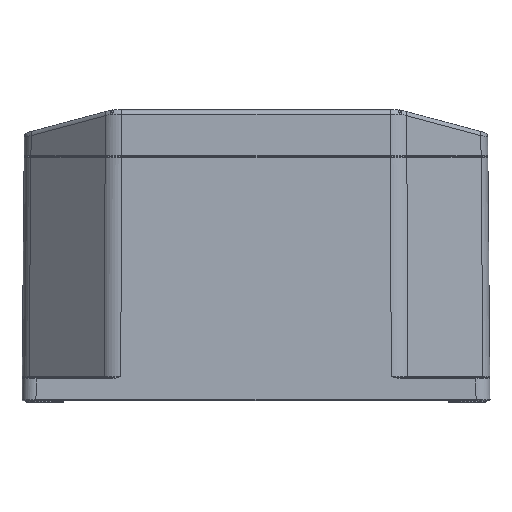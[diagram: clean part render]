
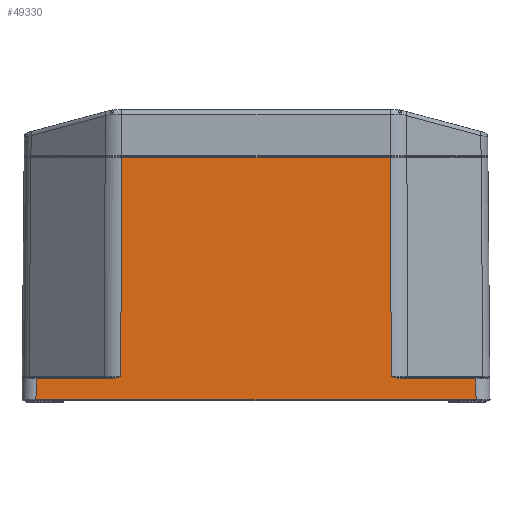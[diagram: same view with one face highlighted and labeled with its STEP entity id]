
A CAD part, left-side view. The second image highlights one B-rep face of the part: STEP entity #49330.
In plain terms, the highlighted planar face has unit normal (-1, 0, 0.009).
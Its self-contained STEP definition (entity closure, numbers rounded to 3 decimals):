
#16 = FACE_OUTER_BOUND ( 'NONE', #16878, .T. ) ;
#337 = ORIENTED_EDGE ( 'NONE', *, *, #17651, .T. ) ;
#1491 = LINE ( 'NONE', #41831, #13492 ) ;
#1565 = LINE ( 'NONE', #29015, #13566 ) ;
#1832 = CARTESIAN_POINT ( 'NONE',  ( -100.409, -58.44, 10.378 ) ) ;
#1871 = CARTESIAN_POINT ( 'NONE',  ( -100.417, 61.769, 9.543 ) ) ;
#2051 = VECTOR ( 'NONE', #49254, 1000. ) ;
#2578 = ORIENTED_EDGE ( 'NONE', *, *, #27549, .T. ) ;
#2819 = VERTEX_POINT ( 'NONE', #3855 ) ;
#2839 = CARTESIAN_POINT ( 'NONE',  ( -100.496, -94.5, 0.504 ) ) ;
#3545 = EDGE_CURVE ( 'NONE', #14268, #16318, #15593, .T. ) ;
#3855 = CARTESIAN_POINT ( 'NONE',  ( -100.408, 58.078, 10.496 ) ) ;
#4563 = DIRECTION ( 'NONE',  ( -0.009, 0.004, -1. ) ) ;
#6743 = CARTESIAN_POINT ( 'NONE',  ( -100.417, -62.148, 9.504 ) ) ;
#6800 = VERTEX_POINT ( 'NONE', #50755 ) ;
#7016 = CARTESIAN_POINT ( 'NONE',  ( -100.417, 62.532, 9.504 ) ) ;
#8203 = VERTEX_POINT ( 'NONE', #33348 ) ;
#8548 = ORIENTED_EDGE ( 'NONE', *, *, #15156, .T. ) ;
#12515 = VECTOR ( 'NONE', #4563, 1000. ) ;
#13025 = VECTOR ( 'NONE', #63054, 1000. ) ;
#13136 = DIRECTION ( 'NONE',  ( 0., -1., 0. ) ) ;
#13492 = VECTOR ( 'NONE', #46967, 1000. ) ;
#13566 = VECTOR ( 'NONE', #13598, 1000. ) ;
#13598 = DIRECTION ( 'NONE',  ( -0.009, 0.009, -1. ) ) ;
#13946 = VERTEX_POINT ( 'NONE', #47782 ) ;
#14268 = VERTEX_POINT ( 'NONE', #15152 ) ;
#14514 = VECTOR ( 'NONE', #13136, 1000. ) ;
#15152 = CARTESIAN_POINT ( 'NONE',  ( -100.417, -94.417, 9.504 ) ) ;
#15156 = EDGE_CURVE ( 'NONE', #8203, #13946, #52144, .T. ) ;
#15248 = ORIENTED_EDGE ( 'NONE', *, *, #54053, .T. ) ;
#15593 = LINE ( 'NONE', #31609, #39538 ) ;
#16318 = VERTEX_POINT ( 'NONE', #26585 ) ;
#16878 = EDGE_LOOP ( 'NONE', ( #42509, #36595, #2578, #18545, #30920, #8548, #15248, #19195, #63957, #337 ) ) ;
#17651 = EDGE_CURVE ( 'NONE', #21338, #60835, #1491, .T. ) ;
#18545 = ORIENTED_EDGE ( 'NONE', *, *, #3545, .T. ) ;
#18624 = CARTESIAN_POINT ( 'NONE',  ( -99.586, 57.736, 104.703 ) ) ;
#19195 = ORIENTED_EDGE ( 'NONE', *, *, #26667, .T. ) ;
#21338 = VERTEX_POINT ( 'NONE', #39166 ) ;
#21500 = DIRECTION ( 'NONE',  ( -1., 0., 0.009 ) ) ;
#22205 = CARTESIAN_POINT ( 'NONE',  ( -100.416, -61.017, 9.661 ) ) ;
#26585 = CARTESIAN_POINT ( 'NONE',  ( -100.417, -62.532, 9.504 ) ) ;
#26646 = VERTEX_POINT ( 'NONE', #34759 ) ;
#26651 = CARTESIAN_POINT ( 'NONE',  ( -100.496, 94.496, 0.504 ) ) ;
#26667 = EDGE_CURVE ( 'NONE', #6800, #2819, #65173, .T. ) ;
#27285 = CARTESIAN_POINT ( 'NONE',  ( -100.417, 94.417, 9.504 ) ) ;
#27318 = CARTESIAN_POINT ( 'NONE',  ( -100.413, -59.903, 9.93 ) ) ;
#27348 = CARTESIAN_POINT ( 'NONE',  ( -100.413, 59.532, 10.024 ) ) ;
#27353 = CARTESIAN_POINT ( 'NONE',  ( -100.501, -58.117, -0.153 ) ) ;
#27549 = EDGE_CURVE ( 'NONE', #26646, #14268, #50371, .T. ) ;
#29015 = CARTESIAN_POINT ( 'NONE',  ( -100.485, 94.485, 1.701 ) ) ;
#30655 = AXIS2_PLACEMENT_3D ( 'NONE', #66069, #21500, #57197 ) ;
#30920 = ORIENTED_EDGE ( 'NONE', *, *, #35692, .T. ) ;
#31289 = LINE ( 'NONE', #2839, #14514 ) ;
#31510 = DIRECTION ( 'NONE',  ( 0., 1., 0. ) ) ;
#31609 = CARTESIAN_POINT ( 'NONE',  ( -100.417, -100.5, 9.504 ) ) ;
#32454 = CARTESIAN_POINT ( 'NONE',  ( -100.41, -58.805, 10.26 ) ) ;
#32492 = CARTESIAN_POINT ( 'NONE',  ( -100.416, 61.017, 9.661 ) ) ;
#33348 = CARTESIAN_POINT ( 'NONE',  ( -100.408, -58.078, 10.496 ) ) ;
#34759 = CARTESIAN_POINT ( 'NONE',  ( -100.496, -94.496, 0.504 ) ) ;
#35692 = EDGE_CURVE ( 'NONE', #16318, #8203, #36407, .T. ) ;
#36407 = B_SPLINE_CURVE_WITH_KNOTS ( 'NONE', 3,
 ( #42494, #6743, #52764, #22205, #57892, #27318, #63012, #32454, #1832, #37574 ),
 .UNSPECIFIED., .F., .F.,
 ( 4, 2, 2, 2, 4 ),
 ( 0., 0.001, 0.002, 0.003, 0.005 ),
 .UNSPECIFIED. ) ;
#36595 = ORIENTED_EDGE ( 'NONE', *, *, #44687, .T. ) ;
#36783 = VECTOR ( 'NONE', #39837, 1000. ) ;
#37390 = CARTESIAN_POINT ( 'NONE',  ( -100.41, 58.805, 10.26 ) ) ;
#37574 = CARTESIAN_POINT ( 'NONE',  ( -100.408, -58.078, 10.496 ) ) ;
#37607 = CARTESIAN_POINT ( 'NONE',  ( -100.417, 62.148, 9.504 ) ) ;
#39166 = CARTESIAN_POINT ( 'NONE',  ( -100.417, 62.532, 9.504 ) ) ;
#39538 = VECTOR ( 'NONE', #31510, 1000. ) ;
#39837 = DIRECTION ( 'NONE',  ( 0.009, 0.009, 1. ) ) ;
#40872 = PLANE ( 'NONE',  #30655 ) ;
#41831 = CARTESIAN_POINT ( 'NONE',  ( -100.417, -100.5, 9.504 ) ) ;
#42494 = CARTESIAN_POINT ( 'NONE',  ( -100.417, -62.532, 9.504 ) ) ;
#42509 = ORIENTED_EDGE ( 'NONE', *, *, #58349, .T. ) ;
#43930 = VERTEX_POINT ( 'NONE', #26651 ) ;
#44687 = EDGE_CURVE ( 'NONE', #43930, #26646, #31289, .T. ) ;
#46967 = DIRECTION ( 'NONE',  ( 0., 1., 0. ) ) ;
#47690 = CARTESIAN_POINT ( 'NONE',  ( -100.408, 58.078, 10.496 ) ) ;
#47782 = CARTESIAN_POINT ( 'NONE',  ( -99.586, -57.738, 104.703 ) ) ;
#48487 = EDGE_CURVE ( 'NONE', #2819, #21338, #61990, .T. ) ;
#49254 = DIRECTION ( 'NONE',  ( 0., 1., 0. ) ) ;
#49330 = ADVANCED_FACE ( 'NONE', ( #16 ), #40872, .T. ) ;
#49876 = CARTESIAN_POINT ( 'NONE',  ( -100.5, -94.501, -0.052 ) ) ;
#50371 = LINE ( 'NONE', #49876, #36783 ) ;
#50755 = CARTESIAN_POINT ( 'NONE',  ( -99.586, 57.738, 104.703 ) ) ;
#52144 = LINE ( 'NONE', #27353, #13025 ) ;
#52764 = CARTESIAN_POINT ( 'NONE',  ( -100.417, -61.769, 9.543 ) ) ;
#54053 = EDGE_CURVE ( 'NONE', #13946, #6800, #56422, .T. ) ;
#56422 = LINE ( 'NONE', #18624, #2051 ) ;
#57197 = DIRECTION ( 'NONE',  ( 0.009, 0., 1. ) ) ;
#57892 = CARTESIAN_POINT ( 'NONE',  ( -100.415, -60.643, 9.743 ) ) ;
#58349 = EDGE_CURVE ( 'NONE', #60835, #43930, #1565, .T. ) ;
#60835 = VERTEX_POINT ( 'NONE', #27285 ) ;
#61990 = B_SPLINE_CURVE_WITH_KNOTS ( 'NONE', 3,
 ( #47690, #37390, #27348, #63046, #32492, #1871, #37607, #7016 ),
 .UNSPECIFIED., .F., .F.,
 ( 4, 2, 2, 4 ),
 ( 0., 0.002, 0.003, 0.005 ),
 .UNSPECIFIED. ) ;
#63012 = CARTESIAN_POINT ( 'NONE',  ( -100.412, -59.536, 10.036 ) ) ;
#63046 = CARTESIAN_POINT ( 'NONE',  ( -100.415, 60.643, 9.743 ) ) ;
#63054 = DIRECTION ( 'NONE',  ( 0.009, 0.004, 1. ) ) ;
#63957 = ORIENTED_EDGE ( 'NONE', *, *, #48487, .T. ) ;
#65173 = LINE ( 'NONE', #65492, #12515 ) ;
#65492 = CARTESIAN_POINT ( 'NONE',  ( -100.495, 58.114, 0.573 ) ) ;
#66069 = CARTESIAN_POINT ( 'NONE',  ( -100.5, -100.5, 0. ) ) ;
